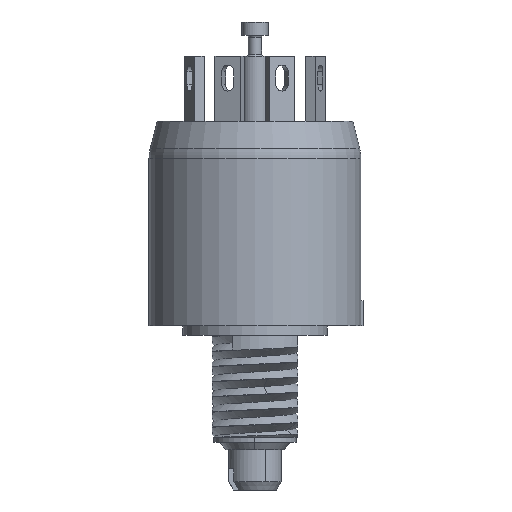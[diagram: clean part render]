
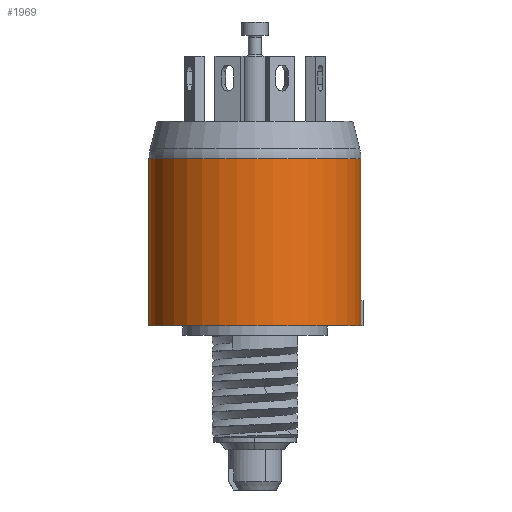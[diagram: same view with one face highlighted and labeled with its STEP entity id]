
A CAD part, front view. The second image highlights one B-rep face of the part: STEP entity #1969.
In plain terms, the highlighted cylindrical face has radius 6.35 mm (diameter 12.7 mm), a partial arc.
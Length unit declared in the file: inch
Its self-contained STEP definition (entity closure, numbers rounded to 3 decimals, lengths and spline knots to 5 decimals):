
#252=CARTESIAN_POINT('',(0.,0.,-0.068));
#253=DIRECTION('',(0.,0.,-1.));
#254=DIRECTION('',(1.,0.,0.));
#255=AXIS2_PLACEMENT_3D('',#252,#253,#254);
#269=DIRECTION('',(0.,0.,-1.));
#270=VECTOR('',#269,0.06);
#271=CARTESIAN_POINT('',(0.25,0.,-0.008));
#272=LINE('',#271,#270);
#273=CARTESIAN_POINT('',(0.,0.,0.32598));
#274=DIRECTION('',(0.,0.,-1.));
#275=DIRECTION('',(1.,0.,0.));
#276=AXIS2_PLACEMENT_3D('',#273,#274,#275);
#283=DIRECTION('',(0.,0.,1.));
#284=VECTOR('',#283,0.33398);
#285=CARTESIAN_POINT('',(0.25,0.,-0.008));
#286=LINE('',#285,#284);
#292=DIRECTION('',(0.,0.,-1.));
#293=VECTOR('',#292,0.39398);
#294=CARTESIAN_POINT('',(-0.25,0.,0.32598));
#295=LINE('',#294,#293);
#1679=CARTESIAN_POINT('',(0.25,0.,-0.008));
#1680=CARTESIAN_POINT('',(0.25,0.,-0.068));
#1681=VERTEX_POINT('',#1679);
#1682=VERTEX_POINT('',#1680);
#1809=CARTESIAN_POINT('',(-0.25,0.,-0.068));
#1810=VERTEX_POINT('',#1809);
#1824=CARTESIAN_POINT('',(0.25,0.,0.32598));
#1825=VERTEX_POINT('',#1824);
#1834=CARTESIAN_POINT('',(-0.25,0.,0.32598));
#1835=VERTEX_POINT('',#1834);
#1954=CARTESIAN_POINT('',(0.,0.,0.45225));
#1955=DIRECTION('',(0.,0.,-1.));
#1956=DIRECTION('',(1.,0.,0.));
#1957=AXIS2_PLACEMENT_3D('',#1954,#1955,#1956);
#1958=CYLINDRICAL_SURFACE('',#1957,0.25);
#1959=ORIENTED_EDGE('',*,*,#1940,.T.);
#1960=ORIENTED_EDGE('',*,*,#1895,.T.);
#1962=ORIENTED_EDGE('',*,*,#1961,.F.);
#1964=ORIENTED_EDGE('',*,*,#1963,.F.);
#1966=ORIENTED_EDGE('',*,*,#1965,.F.);
#1967=EDGE_LOOP('',(#1959,#1960,#1962,#1964,#1966));
#1968=FACE_OUTER_BOUND('',#1967,.F.);
#1969=ADVANCED_FACE('',(#1968),#1958,.T.);
#256=CIRCLE('',#255,0.25);
#277=CIRCLE('',#276,0.25);
#1895=EDGE_CURVE('',#1682,#1810,#256,.T.);
#1940=EDGE_CURVE('',#1681,#1682,#272,.T.);
#1961=EDGE_CURVE('',#1835,#1810,#295,.T.);
#1963=EDGE_CURVE('',#1825,#1835,#277,.T.);
#1965=EDGE_CURVE('',#1681,#1825,#286,.T.);
